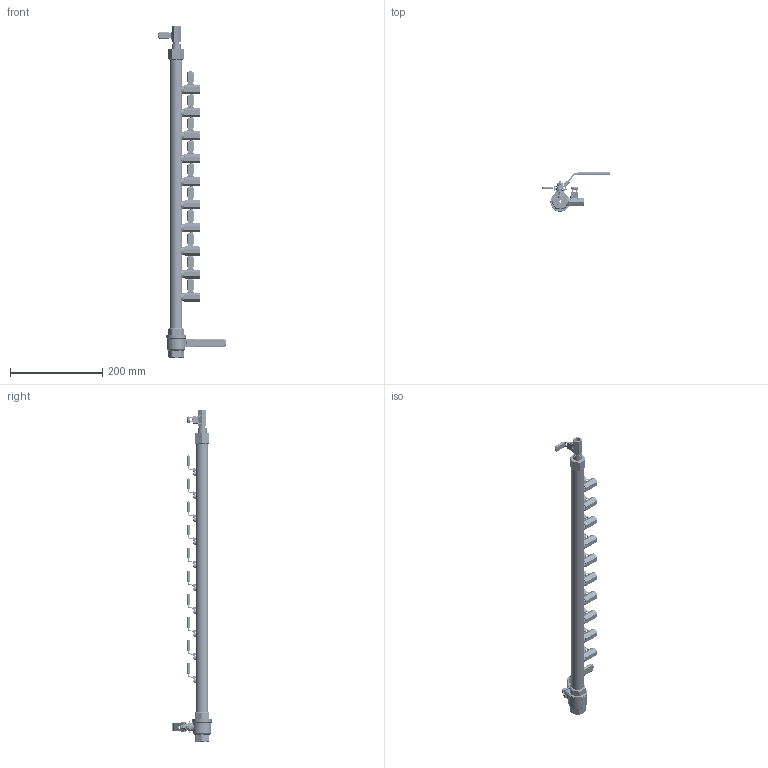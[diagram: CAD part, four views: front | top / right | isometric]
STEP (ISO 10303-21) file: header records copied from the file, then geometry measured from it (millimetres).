
FILE_DESCRIPTION (( 'STEP AP214' ), '1' );
FILE_NAME ('AH34RP10SL-14RC2R AH34 Series 10 Way Single Sided Stainless Steel Instrument Air Manifold.STEP', '2020-03-01T21:26:57', ( '' ), ( '' ), 'SwSTEP 2.0', 'SolidWorks 2020', '' );
FILE_SCHEMA (( 'AUTOMOTIVE_DESIGN' ));
Length unit declared in the file: millimetre
Products named in the file (34): STEM; D1T-HL red sleeve_D1T-HL Closed; SLIDE_LOCK; 5mm Nylon Washer; m8 Nut; A2TL-HL Body; A2TL-HL Valve_A2TL-HL Closed; AH34RP10SL-14RC2R AH34 Series 10 Way Single Sided Stainless Steel Instrument Air Manifold; D1T-HL Handle Cover; F-CAP; m5 Nut; Lever; A2TL-HL Handle Cover; 5mm SS Lock Washer; 5mm SS Washer; Manifold Adaptor; Lever A2TL-HL; AH34RP10SL-14RC2R AH34 Series RH 10 Way Single Sided Manifold; 8mm SS Lock Washer; BACK_P; White letter colouring block; m8 Thin Nut; D1T-HL Valve Body; SLIDE_LOCK-A2TL-HL
Assembly tree (164 placements, depth 3):
  AH34RP10SL-14RC2R AH34 Series 10 Way Single Sided Stainless Steel Instrument Air Manifold
    AH34RP10SL-14RC2R AH34 Series RH 10 Way Single Sided Manifold
    Manifold Adaptor
    D1T-HL red sleeve_D1T-HL Closed
      D1T-HL Valve Body
      STEM
      BACK_P
      F-CAP
      SLIDE_LOCK
      Lever
      5mm Nylon Washer
      5mm SS Washer  x2
      5mm SS Lock Washer
      m5 Nut
      D1T-HL Handle Cover
      White letter colouring block
    D1T-HL red sleeve_D1T-HL Closed
      D1T-HL Valve Body
      STEM
      BACK_P
      F-CAP
      SLIDE_LOCK
      Lever
      5mm Nylon Washer
      5mm SS Washer  x2
      5mm SS Lock Washer
      m5 Nut
      D1T-HL Handle Cover
      White letter colouring block
    D1T-HL red sleeve_D1T-HL Closed
      D1T-HL Valve Body
      STEM
      BACK_P
      F-CAP
      SLIDE_LOCK
      Lever
      5mm Nylon Washer
      5mm SS Washer  x2
      5mm SS Lock Washer
      m5 Nut
      D1T-HL Handle Cover
      White letter colouring block
    D1T-HL red sleeve_D1T-HL Closed
      D1T-HL Valve Body
      STEM
      BACK_P
      F-CAP
      SLIDE_LOCK
      Lever
      5mm Nylon Washer
      5mm SS Washer  x2
      5mm SS Lock Washer
      m5 Nut
      D1T-HL Handle Cover
      White letter colouring block
    D1T-HL red sleeve_D1T-HL Closed
      D1T-HL Valve Body
      STEM
      BACK_P
      F-CAP
Bounding box: 148.01 x 85.6 x 720 mm (x, y, z)
Volume: 362417.9 mm3; surface area: 255853.8 mm2
Topology: 188 solids, 188 shells, 6612 faces, 16756 edges, 10703 vertices
Faces by surface type: plane 2940, cylinder 1702, bspline 1138, torus 620, cone 196, sphere 16
Entity records: 72714 total; most frequent: CARTESIAN_POINT 34490, ORIENTED_EDGE 7352, DIRECTION 6274, EDGE_CURVE 3676, VERTEX_POINT 2315, AXIS2_PLACEMENT_3D 2272, VECTOR 1730, LINE 1730
